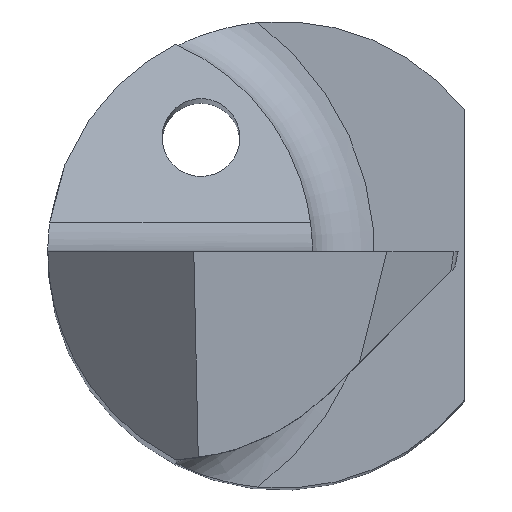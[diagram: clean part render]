
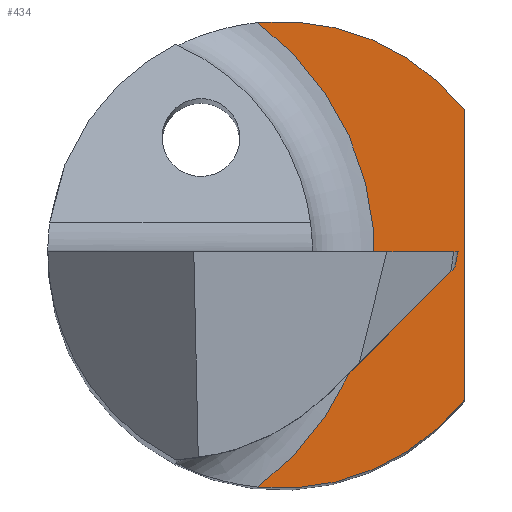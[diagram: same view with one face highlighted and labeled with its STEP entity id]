
A CAD part, top view. The second image highlights one B-rep face of the part: STEP entity #434.
In plain terms, the highlighted planar face has unit normal (0, 0, 1).
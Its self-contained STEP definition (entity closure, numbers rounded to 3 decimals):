
#2 = DIRECTION ( 'NONE',  ( 1., 0., 0. ) ) ;
#29 = PLANE ( 'NONE',  #599 ) ;
#72 = CARTESIAN_POINT ( 'NONE',  ( 0., 0., 15. ) ) ;
#82 = DIRECTION ( 'NONE',  ( 0., 0., 1. ) ) ;
#91 = CARTESIAN_POINT ( 'NONE',  ( 2.35, 1.865, 15. ) ) ;
#94 = EDGE_LOOP ( 'NONE', ( #161, #352, #688, #466 ) ) ;
#120 = AXIS2_PLACEMENT_3D ( 'NONE', #72, #311, #494 ) ;
#160 = AXIS2_PLACEMENT_3D ( 'NONE', #454, #450, #737 ) ;
#161 = ORIENTED_EDGE ( 'NONE', *, *, #669, .T. ) ;
#195 = CARTESIAN_POINT ( 'NONE',  ( -0.304, 2.985, 15. ) ) ;
#246 = CARTESIAN_POINT ( 'NONE',  ( 0., 0., 15. ) ) ;
#263 = CARTESIAN_POINT ( 'NONE',  ( -0.402, -0.122, 15. ) ) ;
#267 = LINE ( 'NONE', #91, #305 ) ;
#277 = DIRECTION ( 'NONE',  ( 0., 1., 0. ) ) ;
#299 = EDGE_CURVE ( 'NONE', #525, #625, #267, .T. ) ;
#305 = VECTOR ( 'NONE', #277, 1000. ) ;
#311 = DIRECTION ( 'NONE',  ( 0., 0., 1. ) ) ;
#339 = EDGE_CURVE ( 'NONE', #592, #726, #438, .T. ) ;
#352 = ORIENTED_EDGE ( 'NONE', *, *, #339, .T. ) ;
#402 = CARTESIAN_POINT ( 'NONE',  ( -0.304, -2.985, 15. ) ) ;
#414 = CIRCLE ( 'NONE', #626, 3. ) ;
#434 = ADVANCED_FACE ( 'NONE', ( #562 ), #29, .T. ) ;
#438 = CIRCLE ( 'NONE', #160, 3.714 ) ;
#450 = DIRECTION ( 'NONE',  ( 0., 0., -1. ) ) ;
#454 = CARTESIAN_POINT ( 'NONE',  ( -2.514, 0., 15. ) ) ;
#466 = ORIENTED_EDGE ( 'NONE', *, *, #299, .T. ) ;
#494 = DIRECTION ( 'NONE',  ( 1., 0., 0. ) ) ;
#499 = DIRECTION ( 'NONE',  ( 1., 0., 0. ) ) ;
#525 = VERTEX_POINT ( 'NONE', #767 ) ;
#562 = FACE_OUTER_BOUND ( 'NONE', #94, .T. ) ;
#592 = VERTEX_POINT ( 'NONE', #195 ) ;
#599 = AXIS2_PLACEMENT_3D ( 'NONE', #263, #601, #2 ) ;
#601 = DIRECTION ( 'NONE',  ( 0., 0., 1. ) ) ;
#613 = EDGE_CURVE ( 'NONE', #726, #525, #414, .T. ) ;
#625 = VERTEX_POINT ( 'NONE', #730 ) ;
#626 = AXIS2_PLACEMENT_3D ( 'NONE', #246, #82, #499 ) ;
#649 = CIRCLE ( 'NONE', #120, 3. ) ;
#669 = EDGE_CURVE ( 'NONE', #625, #592, #649, .T. ) ;
#688 = ORIENTED_EDGE ( 'NONE', *, *, #613, .T. ) ;
#726 = VERTEX_POINT ( 'NONE', #402 ) ;
#730 = CARTESIAN_POINT ( 'NONE',  ( 2.35, 1.865, 15. ) ) ;
#737 = DIRECTION ( 'NONE',  ( 1., 0., 0. ) ) ;
#767 = CARTESIAN_POINT ( 'NONE',  ( 2.35, -1.865, 15. ) ) ;
